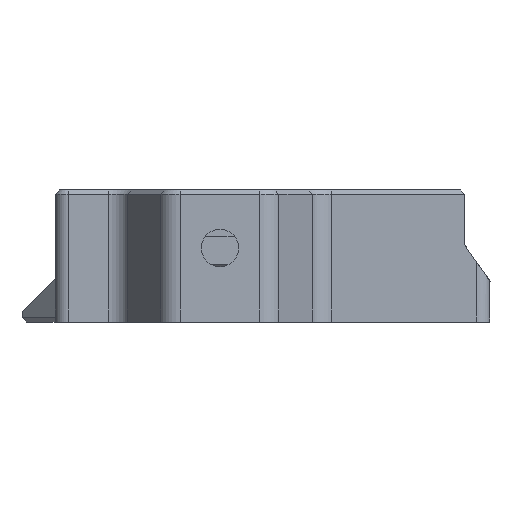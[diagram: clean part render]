
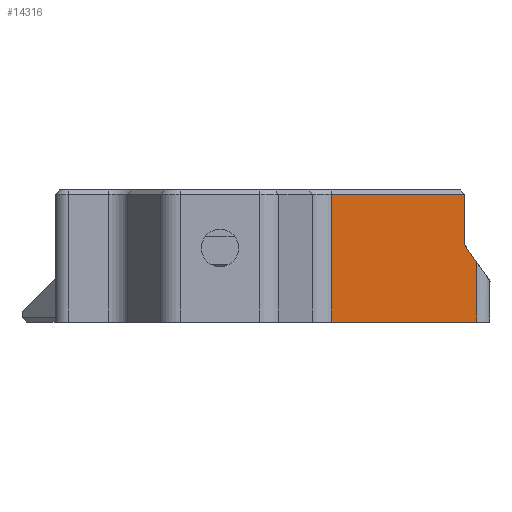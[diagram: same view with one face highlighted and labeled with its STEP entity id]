
A CAD part, left-side view. The second image highlights one B-rep face of the part: STEP entity #14316.
In plain terms, the highlighted planar face has unit normal (-1, 0, 0).
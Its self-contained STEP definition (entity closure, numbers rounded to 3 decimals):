
#493=PLANE('',#15676);
#1150=FACE_OUTER_BOUND('',#2001,.T.);
#2001=EDGE_LOOP('',(#12006,#12007,#12008,#12009,#12010,#12011));
#4039=LINE('',#24792,#5472);
#4040=LINE('',#24798,#5473);
#4041=LINE('',#24799,#5474);
#4042=LINE('',#24801,#5475);
#4043=LINE('',#24803,#5476);
#4044=LINE('',#24804,#5477);
#5472=VECTOR('',#19199,1000.);
#5473=VECTOR('',#19206,1000.);
#5474=VECTOR('',#19207,1000.);
#5475=VECTOR('',#19208,1000.);
#5476=VECTOR('',#19209,1000.);
#5477=VECTOR('',#19210,1000.);
#7169=VERTEX_POINT('',#24790);
#7170=VERTEX_POINT('',#24791);
#7171=VERTEX_POINT('',#24796);
#7172=VERTEX_POINT('',#24797);
#7173=VERTEX_POINT('',#24800);
#7174=VERTEX_POINT('',#24802);
#8995=EDGE_CURVE('',#7169,#7170,#4039,.T.);
#8998=EDGE_CURVE('',#7171,#7172,#4040,.T.);
#8999=EDGE_CURVE('',#7171,#7169,#4041,.T.);
#9000=EDGE_CURVE('',#7173,#7170,#4042,.T.);
#9001=EDGE_CURVE('',#7173,#7174,#4043,.T.);
#9002=EDGE_CURVE('',#7172,#7174,#4044,.T.);
#12006=ORIENTED_EDGE('',*,*,#8998,.F.);
#12007=ORIENTED_EDGE('',*,*,#8999,.T.);
#12008=ORIENTED_EDGE('',*,*,#8995,.T.);
#12009=ORIENTED_EDGE('',*,*,#9000,.F.);
#12010=ORIENTED_EDGE('',*,*,#9001,.T.);
#12011=ORIENTED_EDGE('',*,*,#9002,.F.);
#14316=ADVANCED_FACE('',(#1150),#493,.T.);
#15676=AXIS2_PLACEMENT_3D('',#24795,#19204,#19205);
#19199=DIRECTION('',(0.,0.,-1.));
#19204=DIRECTION('center_axis',(-1.,0.,0.));
#19205=DIRECTION('ref_axis',(0.,0.,1.));
#19206=DIRECTION('',(0.,0.,-1.));
#19207=DIRECTION('',(0.,1.,0.));
#19208=DIRECTION('',(0.,1.,0.));
#19209=DIRECTION('',(0.,0.,1.));
#19210=DIRECTION('',(0.,-0.574,-0.819));
#24790=CARTESIAN_POINT('',(198.082,-100.826,52.728));
#24791=CARTESIAN_POINT('',(198.082,-100.826,41.128));
#24792=CARTESIAN_POINT('',(198.082,-100.826,53.128));
#24795=CARTESIAN_POINT('Origin',(198.082,-100.091,53.128));
#24796=CARTESIAN_POINT('',(198.082,-112.926,52.728));
#24797=CARTESIAN_POINT('',(198.082,-112.926,48.128));
#24798=CARTESIAN_POINT('',(198.082,-112.926,48.128));
#24799=CARTESIAN_POINT('',(198.082,-100.091,52.728));
#24800=CARTESIAN_POINT('',(198.082,-114.026,41.128));
#24801=CARTESIAN_POINT('',(198.082,-100.091,41.128));
#24802=CARTESIAN_POINT('',(198.082,-114.026,46.557));
#24803=CARTESIAN_POINT('',(198.082,-114.026,53.128));
#24804=CARTESIAN_POINT('',(198.082,-115.226,44.843));
